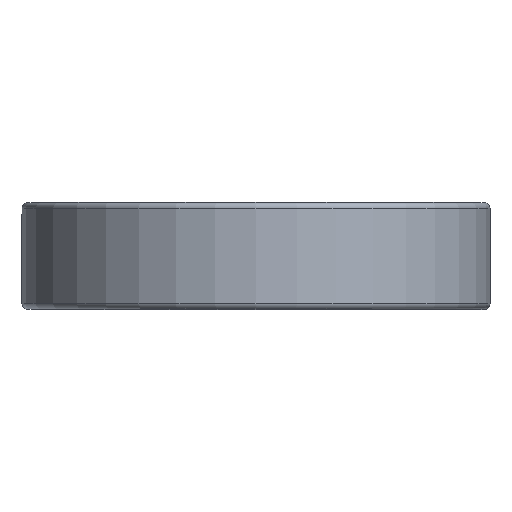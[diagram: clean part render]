
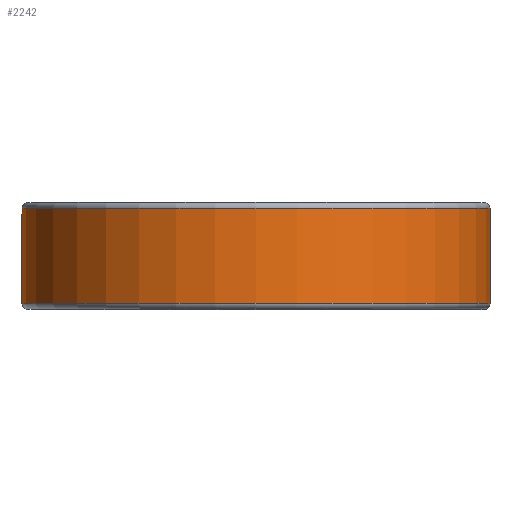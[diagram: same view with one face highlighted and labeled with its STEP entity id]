
A CAD part, top view. The second image highlights one B-rep face of the part: STEP entity #2242.
In plain terms, the highlighted cylindrical face has radius 31.382 mm (diameter 62.763 mm), a partial arc.
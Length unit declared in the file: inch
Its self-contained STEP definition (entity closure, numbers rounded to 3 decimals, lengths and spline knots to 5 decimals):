
#5 = VERTEX_POINT ( 'NONE', #1746 ) ;
#90 = CARTESIAN_POINT ( 'NONE',  ( 1.2355, -0.25125, 0. ) ) ;
#119 = DIRECTION ( 'NONE',  ( 0., 1., 0. ) ) ;
#162 = CIRCLE ( 'NONE', #1989, 1.2355 ) ;
#170 = CARTESIAN_POINT ( 'NONE',  ( 0., -0.25125, -1.2355 ) ) ;
#293 = CARTESIAN_POINT ( 'NONE',  ( 1.2355, 0.25125, 0. ) ) ;
#391 = EDGE_LOOP ( 'NONE', ( #1548, #1358, #413, #2168 ) ) ;
#397 = DIRECTION ( 'NONE',  ( 0., 0., -1. ) ) ;
#413 = ORIENTED_EDGE ( 'NONE', *, *, #1281, .F. ) ;
#446 = DIRECTION ( 'NONE',  ( 0., -1., 0. ) ) ;
#521 = CIRCLE ( 'NONE', #766, 1.2355 ) ;
#529 = LINE ( 'NONE', #1294, #1541 ) ;
#667 = CYLINDRICAL_SURFACE ( 'NONE', #2195, 1.2355 ) ;
#766 = AXIS2_PLACEMENT_3D ( 'NONE', #1585, #446, #1784 ) ;
#773 = CARTESIAN_POINT ( 'NONE',  ( 0., 0.25, 0. ) ) ;
#1067 = VERTEX_POINT ( 'NONE', #293 ) ;
#1084 = CARTESIAN_POINT ( 'NONE',  ( 0., 0.25125, 0. ) ) ;
#1157 = EDGE_CURVE ( 'NONE', #1176, #1067, #1726, .T. ) ;
#1176 = VERTEX_POINT ( 'NONE', #90 ) ;
#1216 = VECTOR ( 'NONE', #2183, 39.37008 ) ;
#1281 = EDGE_CURVE ( 'NONE', #1370, #5, #529, .T. ) ;
#1283 = DIRECTION ( 'NONE',  ( 0., 0., -1. ) ) ;
#1294 = CARTESIAN_POINT ( 'NONE',  ( 0., 0.25125, -1.2355 ) ) ;
#1358 = ORIENTED_EDGE ( 'NONE', *, *, #2039, .T. ) ;
#1370 = VERTEX_POINT ( 'NONE', #170 ) ;
#1541 = VECTOR ( 'NONE', #119, 39.37008 ) ;
#1548 = ORIENTED_EDGE ( 'NONE', *, *, #1157, .T. ) ;
#1585 = CARTESIAN_POINT ( 'NONE',  ( 0., -0.25125, 0. ) ) ;
#1726 = LINE ( 'NONE', #2376, #1216 ) ;
#1727 = DIRECTION ( 'NONE',  ( 0., -1., 0. ) ) ;
#1746 = CARTESIAN_POINT ( 'NONE',  ( 0., 0.25125, -1.2355 ) ) ;
#1784 = DIRECTION ( 'NONE',  ( 0., 0., -1. ) ) ;
#1828 = EDGE_CURVE ( 'NONE', #1176, #1370, #521, .T. ) ;
#1989 = AXIS2_PLACEMENT_3D ( 'NONE', #1084, #2408, #1283 ) ;
#2039 = EDGE_CURVE ( 'NONE', #1067, #5, #162, .T. ) ;
#2168 = ORIENTED_EDGE ( 'NONE', *, *, #1828, .F. ) ;
#2183 = DIRECTION ( 'NONE',  ( 0., 1., 0. ) ) ;
#2195 = AXIS2_PLACEMENT_3D ( 'NONE', #773, #1727, #397 ) ;
#2242 = ADVANCED_FACE ( 'NONE', ( #2433 ), #667, .T. ) ;
#2376 = CARTESIAN_POINT ( 'NONE',  ( 1.2355, 0.25125, 0. ) ) ;
#2408 = DIRECTION ( 'NONE',  ( 0., -1., 0. ) ) ;
#2433 = FACE_OUTER_BOUND ( 'NONE', #391, .T. ) ;
